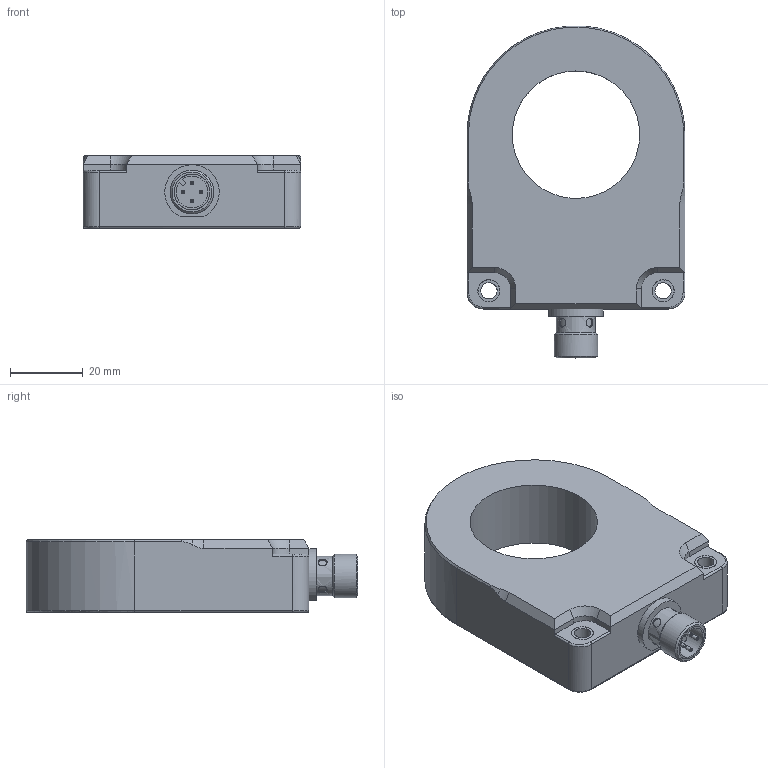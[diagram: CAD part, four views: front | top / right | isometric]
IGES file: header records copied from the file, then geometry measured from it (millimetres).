
Global section: file name: IRSD 35; native system: Autodesk Inventor 2021; preprocessor: unknown; author: S. Sandt; organization: di-soric GmbH & Co. KG; date: 20211201.134217; units: millimetre
Bounding box: 60 x 91.45 x 20 mm (x, y, z)
Volume: 64481.8 mm3; surface area: 17734 mm2
Topology: 5 solids, 5 shells, 115 faces, 283 edges, 191 vertices
Faces by surface type: bspline 115
